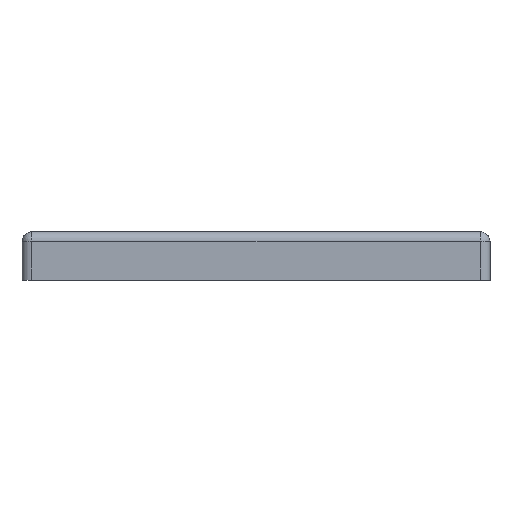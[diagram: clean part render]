
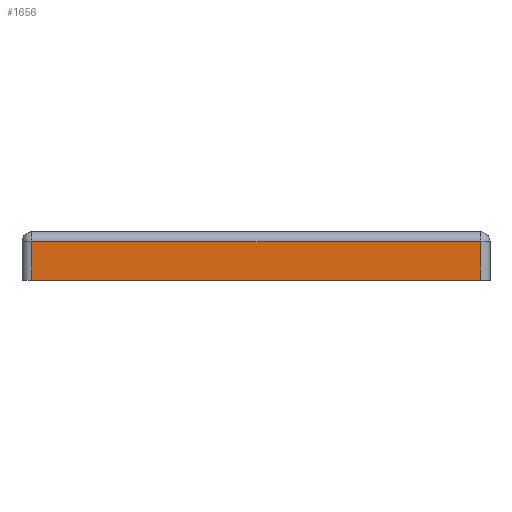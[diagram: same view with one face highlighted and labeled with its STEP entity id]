
A CAD part, left-side view. The second image highlights one B-rep face of the part: STEP entity #1656.
In plain terms, the highlighted planar face has unit normal (-1, 0, 0).
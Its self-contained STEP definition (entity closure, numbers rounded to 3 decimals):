
#420=DIRECTION('',(0.,-1.,0.));
#421=VECTOR('',#420,57.5);
#422=CARTESIAN_POINT('',(-36.,28.75,0.25));
#423=LINE('',#422,#421);
#424=DIRECTION('',(0.,0.,1.));
#425=VECTOR('',#424,4.95);
#426=CARTESIAN_POINT('',(-36.,-28.75,-4.7));
#427=LINE('',#426,#425);
#428=DIRECTION('',(0.,0.,1.));
#429=VECTOR('',#428,4.95);
#430=CARTESIAN_POINT('',(-36.,28.75,-4.7));
#431=LINE('',#430,#429);
#606=DIRECTION('',(0.,1.,0.));
#607=VECTOR('',#606,57.5);
#608=CARTESIAN_POINT('',(-36.,-28.75,-4.7));
#609=LINE('',#608,#607);
#979=CARTESIAN_POINT('',(-36.,28.75,-4.7));
#981=VERTEX_POINT('',#979);
#992=CARTESIAN_POINT('',(-36.,-28.75,-4.7));
#994=VERTEX_POINT('',#992);
#1011=CARTESIAN_POINT('',(-36.,28.75,0.25));
#1012=VERTEX_POINT('',#1011);
#1015=CARTESIAN_POINT('',(-36.,-28.75,0.25));
#1016=VERTEX_POINT('',#1015);
#1642=CARTESIAN_POINT('',(-36.,30.,0.));
#1643=DIRECTION('',(-1.,0.,0.));
#1644=DIRECTION('',(0.,-1.,0.));
#1645=AXIS2_PLACEMENT_3D('',#1642,#1643,#1644);
#1646=PLANE('',#1645);
#1648=ORIENTED_EDGE('',*,*,#1647,.T.);
#1650=ORIENTED_EDGE('',*,*,#1649,.F.);
#1652=ORIENTED_EDGE('',*,*,#1651,.T.);
#1653=ORIENTED_EDGE('',*,*,#1634,.T.);
#1654=EDGE_LOOP('',(#1648,#1650,#1652,#1653));
#1655=FACE_OUTER_BOUND('',#1654,.F.);
#1634=EDGE_CURVE('',#981,#1012,#431,.T.);
#1647=EDGE_CURVE('',#1012,#1016,#423,.T.);
#1649=EDGE_CURVE('',#994,#1016,#427,.T.);
#1651=EDGE_CURVE('',#994,#981,#609,.T.);
#1656=ADVANCED_FACE('',(#1655),#1646,.T.);
